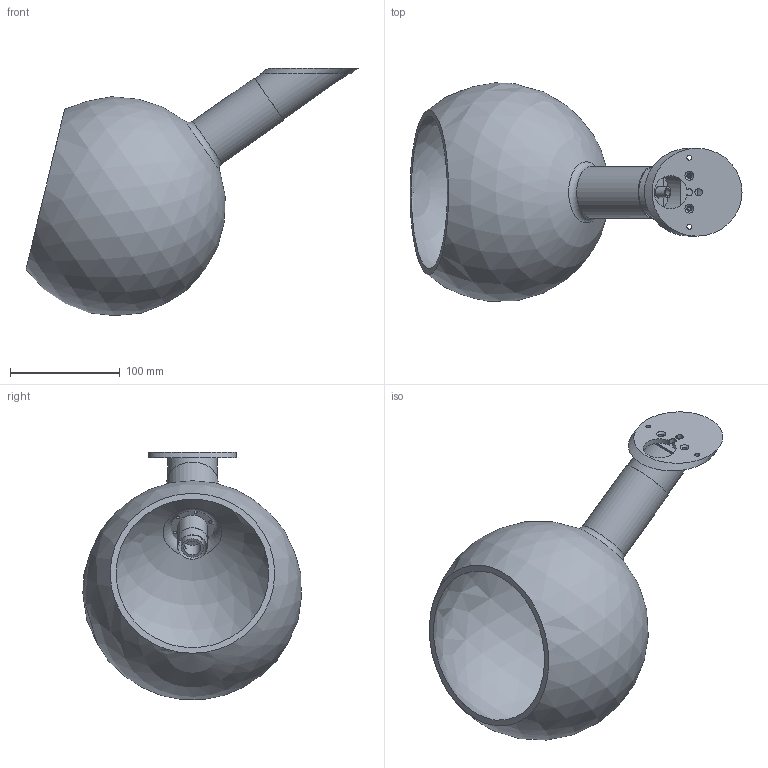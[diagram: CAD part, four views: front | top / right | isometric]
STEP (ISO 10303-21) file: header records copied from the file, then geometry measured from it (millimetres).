
FILE_DESCRIPTION(/* description */ (''),/* implementation_level */ '2;1');
FILE_NAME(/* name */ 'F268945150xxNE.stp',/* time_stamp */ '2020-01-16T13:49:28+01:00',/* author */ ('sghezzi'),/* organization */ (''),/* preprocessor_version */ 'ST-DEVELOPER v17.2',/* originating_system */ 'Autodesk Inventor 2019',/* authorisation */ '');
FILE_SCHEMA (('AUTOMOTIVE_DESIGN { 1 0 10303 214 3 1 1 }'));
Length unit declared in the file: millimetre
Products named in the file (9): F268945150xxNE; 000035020 Mont Parola Par Piattello c foro 1-2; 000035021 Mont Parola Par 2689; 006600244 TUBETTO FIL M10X1 L 70 ZnGi T.10.70.21.61; V2689 DIFF IMB PAROLA; 431; 441; pl metallo; ghiera
Assembly tree (8 placements, depth 2):
  F268945150xxNE
    000035020 Mont Parola Par Piattello c foro 1-2
    000035021 Mont Parola Par 2689
    006600244 TUBETTO FIL M10X1 L 70 ZnGi T.10.70.21.61
    V2689 DIFF IMB PAROLA
    431
    441
    pl metallo
    ghiera
Bounding box: 302.53 x 198.85 x 225.22 mm (x, y, z)
Volume: 495284.5 mm3; surface area: 284861.2 mm2
Topology: 8 solids, 8 shells, 120 faces, 319 edges, 210 vertices
Faces by surface type: plane 59, cylinder 51, cone 5, sphere 2, torus 2, bspline 1
Full cylindrical faces by diameter (mm): 0.05 x1, 1.9 x2, 3 x8, 4.5 x4, 7 x1, 8.5 x1, 10 x2, 10.5 x1, 15.5 x1, 16 x1, 20.5 x1, 23.2 x1, 24 x1, 26.8 x2, 27 x2, 32 x1, 35 x1, 39 x1, 42 x1, 43 x1, 45 x1, 47 x1
Entity records: 4802 total; most frequent: CARTESIAN_POINT 1219, DIRECTION 752, ORIENTED_EDGE 638, EDGE_CURVE 319, AXIS2_PLACEMENT_3D 316, VERTEX_POINT 210, EDGE_LOOP 175, CIRCLE 166
